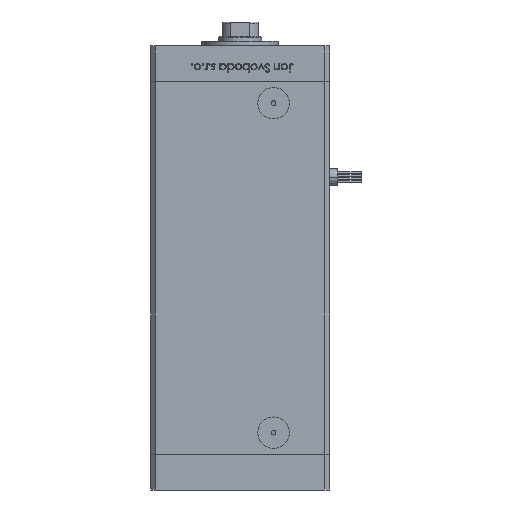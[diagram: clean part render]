
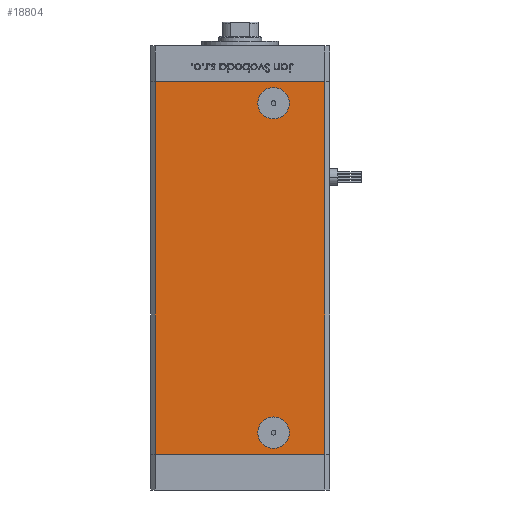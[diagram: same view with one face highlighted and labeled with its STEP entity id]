
A CAD part, front view. The second image highlights one B-rep face of the part: STEP entity #18804.
In plain terms, the highlighted planar face has unit normal (0, -1, 0).
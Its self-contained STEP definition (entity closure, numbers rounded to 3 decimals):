
#801 = ORIENTED_EDGE ( 'NONE', *, *, #39235, .T. ) ;
#1192 = DIRECTION ( 'NONE',  ( 0., 0., -1. ) ) ;
#1398 = DIRECTION ( 'NONE',  ( 0., 0., -1. ) ) ;
#2570 = EDGE_CURVE ( 'NONE', #30768, #39972, #39321, .T. ) ;
#2894 = AXIS2_PLACEMENT_3D ( 'NONE', #42836, #16603, #37299 ) ;
#3503 = DIRECTION ( 'NONE',  ( 1., 0., 0. ) ) ;
#3771 = CARTESIAN_POINT ( 'NONE',  ( 14., -32.5, 140.42 ) ) ;
#4176 = CARTESIAN_POINT ( 'NONE',  ( 14., -32.5, 2.42 ) ) ;
#4644 = EDGE_LOOP ( 'NONE', ( #19260, #26418, #39648, #10817 ) ) ;
#5361 = CARTESIAN_POINT ( 'NONE',  ( -35.5, -32.5, 156. ) ) ;
#7618 = EDGE_CURVE ( 'NONE', #43210, #39972, #29550, .T. ) ;
#7949 = DIRECTION ( 'NONE',  ( 0., -1., 0. ) ) ;
#10817 = ORIENTED_EDGE ( 'NONE', *, *, #36067, .T. ) ;
#11348 = DIRECTION ( 'NONE',  ( 0., 0., -1. ) ) ;
#12114 = CARTESIAN_POINT ( 'NONE',  ( -35.5, -32.5, 156. ) ) ;
#12121 = CARTESIAN_POINT ( 'NONE',  ( 14., -32.5, 9. ) ) ;
#12134 = VERTEX_POINT ( 'NONE', #48146 ) ;
#12201 = FACE_OUTER_BOUND ( 'NONE', #4644, .T. ) ;
#13024 = VECTOR ( 'NONE', #1398, 1000. ) ;
#13704 = LINE ( 'NONE', #5361, #42164 ) ;
#14226 = VECTOR ( 'NONE', #3503, 1000. ) ;
#14259 = CARTESIAN_POINT ( 'NONE',  ( 14., -32.5, 147. ) ) ;
#14618 = AXIS2_PLACEMENT_3D ( 'NONE', #15513, #54318, #11348 ) ;
#15513 = CARTESIAN_POINT ( 'NONE',  ( 14., -32.5, 147. ) ) ;
#16603 = DIRECTION ( 'NONE',  ( 0., -1., 0. ) ) ;
#16913 = EDGE_CURVE ( 'NONE', #51324, #29831, #23843, .T. ) ;
#17397 = CARTESIAN_POINT ( 'NONE',  ( 14., -32.5, 15.58 ) ) ;
#18804 = ADVANCED_FACE ( 'NONE', ( #46250, #12201, #50963 ), #54890, .F. ) ;
#19260 = ORIENTED_EDGE ( 'NONE', *, *, #7618, .T. ) ;
#22092 = DIRECTION ( 'NONE',  ( 0., 1., 0. ) ) ;
#22202 = CARTESIAN_POINT ( 'NONE',  ( -35.5, -32.5, 0. ) ) ;
#23080 = CARTESIAN_POINT ( 'NONE',  ( 35.5, -32.5, 0. ) ) ;
#23158 = EDGE_CURVE ( 'NONE', #12134, #30768, #25218, .T. ) ;
#23183 = EDGE_LOOP ( 'NONE', ( #801, #48022 ) ) ;
#23803 = VERTEX_POINT ( 'NONE', #4176 ) ;
#23843 = CIRCLE ( 'NONE', #46999, 6.58 ) ;
#25092 = ORIENTED_EDGE ( 'NONE', *, *, #48236, .F. ) ;
#25218 = LINE ( 'NONE', #12114, #14226 ) ;
#25373 = DIRECTION ( 'NONE',  ( 1., 0., 0. ) ) ;
#25847 = CARTESIAN_POINT ( 'NONE',  ( -35.5, -32.5, 156. ) ) ;
#26418 = ORIENTED_EDGE ( 'NONE', *, *, #2570, .F. ) ;
#29220 = DIRECTION ( 'NONE',  ( 0., 1., 0. ) ) ;
#29550 = LINE ( 'NONE', #34017, #32670 ) ;
#29831 = VERTEX_POINT ( 'NONE', #3771 ) ;
#30307 = DIRECTION ( 'NONE',  ( 0., 0., 1. ) ) ;
#30497 = CIRCLE ( 'NONE', #2894, 6.58 ) ;
#30730 = DIRECTION ( 'NONE',  ( 0., 0., -1. ) ) ;
#30768 = VERTEX_POINT ( 'NONE', #52122 ) ;
#31548 = CIRCLE ( 'NONE', #14618, 6.58 ) ;
#32219 = VERTEX_POINT ( 'NONE', #17397 ) ;
#32670 = VECTOR ( 'NONE', #25373, 1000. ) ;
#34017 = CARTESIAN_POINT ( 'NONE',  ( -35.5, -32.5, 0. ) ) ;
#35426 = CARTESIAN_POINT ( 'NONE',  ( 35.5, -32.5, 156. ) ) ;
#36067 = EDGE_CURVE ( 'NONE', #12134, #43210, #13704, .T. ) ;
#37299 = DIRECTION ( 'NONE',  ( 0., 0., -1. ) ) ;
#39235 = EDGE_CURVE ( 'NONE', #29831, #51324, #31548, .T. ) ;
#39321 = LINE ( 'NONE', #35426, #13024 ) ;
#39648 = ORIENTED_EDGE ( 'NONE', *, *, #23158, .F. ) ;
#39972 = VERTEX_POINT ( 'NONE', #23080 ) ;
#42164 = VECTOR ( 'NONE', #30730, 1000. ) ;
#42836 = CARTESIAN_POINT ( 'NONE',  ( 14., -32.5, 9. ) ) ;
#43210 = VERTEX_POINT ( 'NONE', #22202 ) ;
#43847 = AXIS2_PLACEMENT_3D ( 'NONE', #12121, #7949, #54543 ) ;
#46250 = FACE_BOUND ( 'NONE', #50719, .T. ) ;
#46999 = AXIS2_PLACEMENT_3D ( 'NONE', #14259, #22092, #1192 ) ;
#47175 = ORIENTED_EDGE ( 'NONE', *, *, #48362, .F. ) ;
#47687 = CARTESIAN_POINT ( 'NONE',  ( 14., -32.5, 153.58 ) ) ;
#48022 = ORIENTED_EDGE ( 'NONE', *, *, #16913, .T. ) ;
#48146 = CARTESIAN_POINT ( 'NONE',  ( -35.5, -32.5, 156. ) ) ;
#48236 = EDGE_CURVE ( 'NONE', #32219, #23803, #50971, .T. ) ;
#48362 = EDGE_CURVE ( 'NONE', #23803, #32219, #30497, .T. ) ;
#50719 = EDGE_LOOP ( 'NONE', ( #47175, #25092 ) ) ;
#50963 = FACE_BOUND ( 'NONE', #23183, .T. ) ;
#50971 = CIRCLE ( 'NONE', #43847, 6.58 ) ;
#51324 = VERTEX_POINT ( 'NONE', #47687 ) ;
#52122 = CARTESIAN_POINT ( 'NONE',  ( 35.5, -32.5, 156. ) ) ;
#52405 = AXIS2_PLACEMENT_3D ( 'NONE', #25847, #29220, #30307 ) ;
#54318 = DIRECTION ( 'NONE',  ( 0., 1., 0. ) ) ;
#54543 = DIRECTION ( 'NONE',  ( 0., 0., -1. ) ) ;
#54890 = PLANE ( 'NONE',  #52405 ) ;
